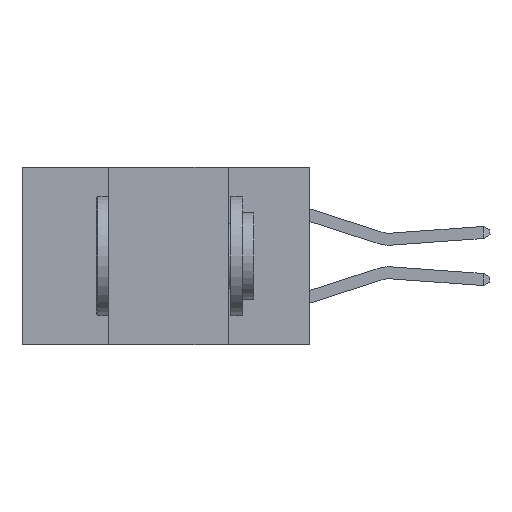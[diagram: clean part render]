
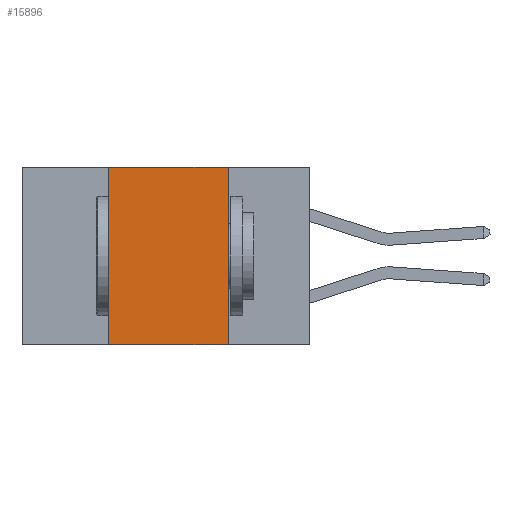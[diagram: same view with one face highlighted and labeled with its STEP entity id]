
A CAD part, left-side view. The second image highlights one B-rep face of the part: STEP entity #15896.
In plain terms, the highlighted planar face has unit normal (-1, 0, 0).
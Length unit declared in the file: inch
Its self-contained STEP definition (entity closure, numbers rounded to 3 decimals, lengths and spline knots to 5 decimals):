
#1 = CARTESIAN_POINT ( 'NONE',  ( 0., 0.17, 0. ) ) ;
#508 = LINE ( 'NONE', #6699, #4599 ) ;
#591 = DIRECTION ( 'NONE',  ( 0., 0., 1. ) ) ;
#1709 = VERTEX_POINT ( 'NONE', #7915 ) ;
#1800 = AXIS2_PLACEMENT_3D ( 'NONE', #18141, #8080, #19773 ) ;
#2117 = EDGE_CURVE ( 'NONE', #1709, #5362, #508, .T. ) ;
#2734 = CARTESIAN_POINT ( 'NONE',  ( 0., 0.6, -0.37 ) ) ;
#3117 = VERTEX_POINT ( 'NONE', #17979 ) ;
#3146 = LINE ( 'NONE', #1, #8223 ) ;
#3905 = FACE_OUTER_BOUND ( 'NONE', #15068, .T. ) ;
#4599 = VECTOR ( 'NONE', #591, 39.37008 ) ;
#5362 = VERTEX_POINT ( 'NONE', #6859 ) ;
#6699 = CARTESIAN_POINT ( 'NONE',  ( 0., 0.42, 0. ) ) ;
#6859 = CARTESIAN_POINT ( 'NONE',  ( 0., 0.42, 0. ) ) ;
#7915 = CARTESIAN_POINT ( 'NONE',  ( 0., 0.42, -0.37 ) ) ;
#7927 = ORIENTED_EDGE ( 'NONE', *, *, #8185, .F. ) ;
#8080 = DIRECTION ( 'NONE',  ( 1., 0., 0. ) ) ;
#8185 = EDGE_CURVE ( 'NONE', #13390, #3117, #3146, .T. ) ;
#8223 = VECTOR ( 'NONE', #11072, 39.37008 ) ;
#8597 = LINE ( 'NONE', #2734, #21351 ) ;
#9063 = CARTESIAN_POINT ( 'NONE',  ( 0., 0.17, 0. ) ) ;
#9238 = EDGE_CURVE ( 'NONE', #5362, #13390, #9520, .T. ) ;
#9520 = LINE ( 'NONE', #17118, #17906 ) ;
#10654 = ORIENTED_EDGE ( 'NONE', *, *, #9238, .F. ) ;
#11072 = DIRECTION ( 'NONE',  ( 0., 0., -1. ) ) ;
#12336 = ORIENTED_EDGE ( 'NONE', *, *, #2117, .F. ) ;
#12367 = EDGE_CURVE ( 'NONE', #1709, #3117, #8597, .T. ) ;
#13014 = DIRECTION ( 'NONE',  ( 0., -1., 0. ) ) ;
#13201 = PLANE ( 'NONE',  #1800 ) ;
#13390 = VERTEX_POINT ( 'NONE', #9063 ) ;
#13783 = ORIENTED_EDGE ( 'NONE', *, *, #12367, .T. ) ;
#15068 = EDGE_LOOP ( 'NONE', ( #7927, #10654, #12336, #13783 ) ) ;
#15896 = ADVANCED_FACE ( 'NONE', ( #3905 ), #13201, .F. ) ;
#17118 = CARTESIAN_POINT ( 'NONE',  ( 0., 0.6, 0. ) ) ;
#17906 = VECTOR ( 'NONE', #18760, 39.37008 ) ;
#17979 = CARTESIAN_POINT ( 'NONE',  ( 0., 0.17, -0.37 ) ) ;
#18141 = CARTESIAN_POINT ( 'NONE',  ( 0., 0.6, 0. ) ) ;
#18760 = DIRECTION ( 'NONE',  ( 0., -1., 0. ) ) ;
#19773 = DIRECTION ( 'NONE',  ( 0., 0., -1. ) ) ;
#21351 = VECTOR ( 'NONE', #13014, 39.37008 ) ;
